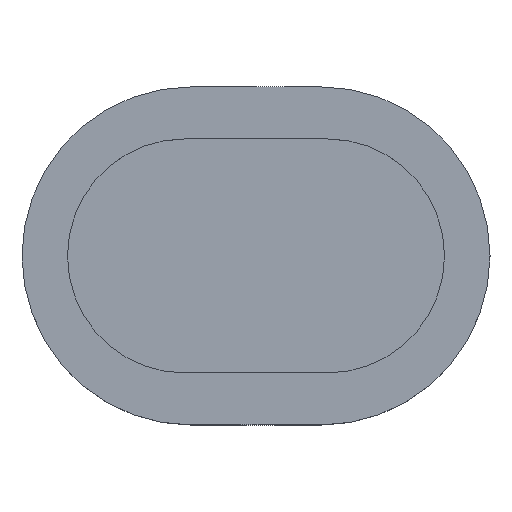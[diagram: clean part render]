
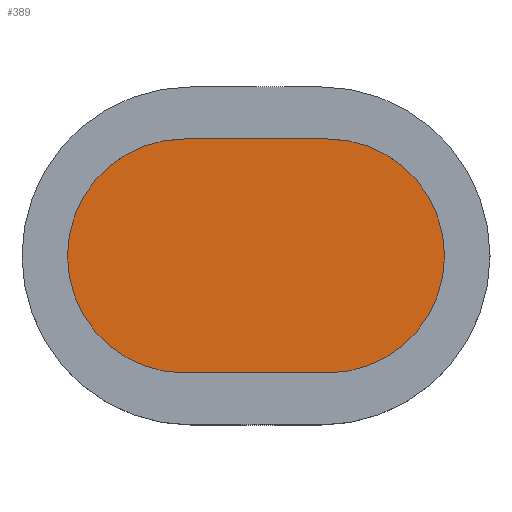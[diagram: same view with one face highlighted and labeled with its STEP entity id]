
A CAD part, top view. The second image highlights one B-rep face of the part: STEP entity #389.
In plain terms, the highlighted planar face has unit normal (0, 0, 1).
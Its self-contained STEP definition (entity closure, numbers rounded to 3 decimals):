
#15 = DIRECTION ( 'NONE',  ( 1., 0., 0. ) ) ;
#24 = CARTESIAN_POINT ( 'NONE',  ( 2.75, 0., 4.1 ) ) ;
#39 = CARTESIAN_POINT ( 'NONE',  ( -2.75, -4.5, 4.1 ) ) ;
#53 = ORIENTED_EDGE ( 'NONE', *, *, #720, .T. ) ;
#65 = EDGE_CURVE ( 'NONE', #974, #426, #936, .T. ) ;
#87 = CARTESIAN_POINT ( 'NONE',  ( -7.25, 0., 4.1 ) ) ;
#90 = CARTESIAN_POINT ( 'NONE',  ( -2.75, 0., 4.1 ) ) ;
#112 = DIRECTION ( 'NONE',  ( 0., 0., 1. ) ) ;
#129 = VECTOR ( 'NONE', #527, 1000. ) ;
#165 = DIRECTION ( 'NONE',  ( 1., 0., 0. ) ) ;
#202 = AXIS2_PLACEMENT_3D ( 'NONE', #979, #897, #501 ) ;
#248 = AXIS2_PLACEMENT_3D ( 'NONE', #985, #517, #15 ) ;
#281 = CIRCLE ( 'NONE', #308, 4.5 ) ;
#308 = AXIS2_PLACEMENT_3D ( 'NONE', #24, #112, #685 ) ;
#349 = CIRCLE ( 'NONE', #771, 4.5 ) ;
#352 = VERTEX_POINT ( 'NONE', #888 ) ;
#360 = EDGE_CURVE ( 'NONE', #1034, #529, #415, .T. ) ;
#389 = ADVANCED_FACE ( 'NONE', ( #591 ), #609, .T. ) ;
#391 = EDGE_CURVE ( 'NONE', #352, #974, #281, .T. ) ;
#415 = CIRCLE ( 'NONE', #202, 4.5 ) ;
#426 = VERTEX_POINT ( 'NONE', #825 ) ;
#450 = ORIENTED_EDGE ( 'NONE', *, *, #65, .T. ) ;
#488 = CARTESIAN_POINT ( 'NONE',  ( -2.75, -4.5, 4.1 ) ) ;
#501 = DIRECTION ( 'NONE',  ( 1., 0., 0. ) ) ;
#514 = EDGE_CURVE ( 'NONE', #426, #1034, #349, .T. ) ;
#517 = DIRECTION ( 'NONE',  ( 0., 0., 1. ) ) ;
#527 = DIRECTION ( 'NONE',  ( 1., 0., 0. ) ) ;
#529 = VERTEX_POINT ( 'NONE', #488 ) ;
#591 = FACE_OUTER_BOUND ( 'NONE', #622, .T. ) ;
#609 = PLANE ( 'NONE',  #248 ) ;
#622 = EDGE_LOOP ( 'NONE', ( #895, #858, #53, #794, #450 ) ) ;
#629 = VECTOR ( 'NONE', #641, 1000. ) ;
#641 = DIRECTION ( 'NONE',  ( -1., 0., 0. ) ) ;
#661 = DIRECTION ( 'NONE',  ( 0., 0., 1. ) ) ;
#685 = DIRECTION ( 'NONE',  ( 1., 0., 0. ) ) ;
#720 = EDGE_CURVE ( 'NONE', #529, #352, #902, .T. ) ;
#771 = AXIS2_PLACEMENT_3D ( 'NONE', #90, #661, #165 ) ;
#794 = ORIENTED_EDGE ( 'NONE', *, *, #391, .T. ) ;
#799 = CARTESIAN_POINT ( 'NONE',  ( 2.75, 4.5, 4.1 ) ) ;
#825 = CARTESIAN_POINT ( 'NONE',  ( -2.75, 4.5, 4.1 ) ) ;
#858 = ORIENTED_EDGE ( 'NONE', *, *, #360, .T. ) ;
#888 = CARTESIAN_POINT ( 'NONE',  ( 2.75, -4.5, 4.1 ) ) ;
#895 = ORIENTED_EDGE ( 'NONE', *, *, #514, .T. ) ;
#897 = DIRECTION ( 'NONE',  ( 0., 0., 1. ) ) ;
#902 = LINE ( 'NONE', #39, #129 ) ;
#936 = LINE ( 'NONE', #940, #629 ) ;
#940 = CARTESIAN_POINT ( 'NONE',  ( -2.75, 4.5, 4.1 ) ) ;
#974 = VERTEX_POINT ( 'NONE', #799 ) ;
#979 = CARTESIAN_POINT ( 'NONE',  ( -2.75, 0., 4.1 ) ) ;
#985 = CARTESIAN_POINT ( 'NONE',  ( -2.5, 0., 4.1 ) ) ;
#1034 = VERTEX_POINT ( 'NONE', #87 ) ;
